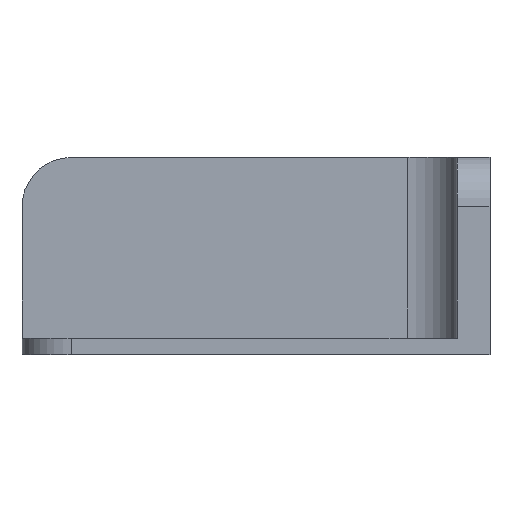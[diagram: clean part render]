
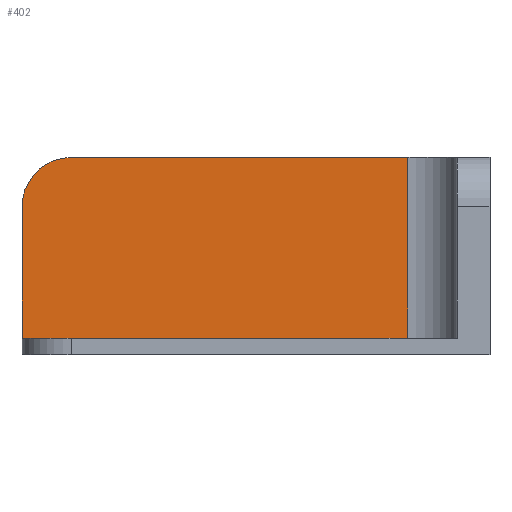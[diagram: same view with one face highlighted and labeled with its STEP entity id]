
A CAD part, front view. The second image highlights one B-rep face of the part: STEP entity #402.
In plain terms, the highlighted planar face has unit normal (0, -1, 0).
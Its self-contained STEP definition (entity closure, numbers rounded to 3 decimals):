
#24=PLANE('',#450);
#41=FACE_OUTER_BOUND('',#66,.T.);
#66=EDGE_LOOP('',(#326,#327,#328,#329,#330));
#99=LINE('',#650,#140);
#100=LINE('',#653,#141);
#106=LINE('',#667,#147);
#107=LINE('',#670,#148);
#140=VECTOR('',#526,10.);
#141=VECTOR('',#529,10.);
#147=VECTOR('',#541,10.);
#148=VECTOR('',#544,10.);
#173=CIRCLE('',#451,3.);
#200=VERTEX_POINT('',#644);
#202=VERTEX_POINT('',#648);
#203=VERTEX_POINT('',#652);
#208=VERTEX_POINT('',#666);
#209=VERTEX_POINT('',#668);
#246=EDGE_CURVE('',#202,#200,#99,.T.);
#247=EDGE_CURVE('',#200,#203,#100,.T.);
#255=EDGE_CURVE('',#208,#202,#106,.T.);
#256=EDGE_CURVE('',#209,#208,#173,.T.);
#257=EDGE_CURVE('',#203,#209,#107,.T.);
#326=ORIENTED_EDGE('',*,*,#246,.F.);
#327=ORIENTED_EDGE('',*,*,#255,.F.);
#328=ORIENTED_EDGE('',*,*,#256,.F.);
#329=ORIENTED_EDGE('',*,*,#257,.F.);
#330=ORIENTED_EDGE('',*,*,#247,.F.);
#402=ADVANCED_FACE('',(#41),#24,.T.);
#450=AXIS2_PLACEMENT_3D('',#665,#539,#540);
#451=AXIS2_PLACEMENT_3D('',#669,#542,#543);
#526=DIRECTION('',(0.,0.,-1.));
#529=DIRECTION('',(-1.,0.,0.));
#539=DIRECTION('center_axis',(0.,-1.,0.));
#540=DIRECTION('ref_axis',(1.,0.,0.));
#541=DIRECTION('',(1.,0.,0.));
#542=DIRECTION('center_axis',(0.,1.,0.));
#543=DIRECTION('ref_axis',(-0.707,0.,0.707));
#544=DIRECTION('',(0.,0.,1.));
#644=CARTESIAN_POINT('',(-22.5,-30.489,-236.5));
#648=CARTESIAN_POINT('',(-22.5,-30.489,-225.5));
#650=CARTESIAN_POINT('',(-22.5,-30.489,-237.5));
#652=CARTESIAN_POINT('',(-46.,-30.489,-236.5));
#653=CARTESIAN_POINT('',(-46.,-30.489,-236.5));
#665=CARTESIAN_POINT('Origin',(-46.,-30.489,-237.5));
#666=CARTESIAN_POINT('',(-43.,-30.489,-225.5));
#667=CARTESIAN_POINT('',(-46.,-30.489,-225.5));
#668=CARTESIAN_POINT('',(-46.,-30.489,-228.5));
#669=CARTESIAN_POINT('Origin',(-43.,-30.489,-228.5));
#670=CARTESIAN_POINT('',(-46.,-30.489,-237.5));
